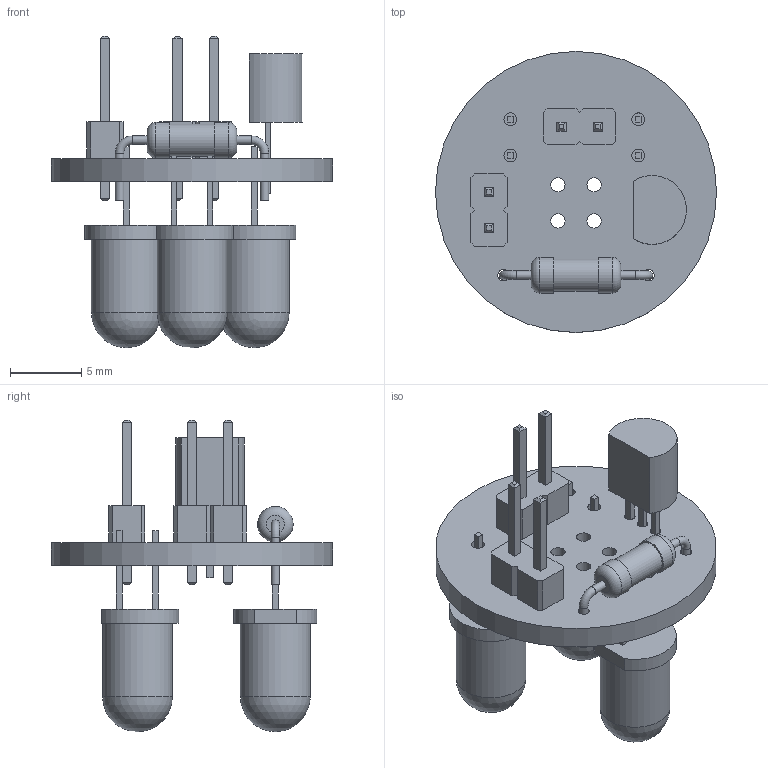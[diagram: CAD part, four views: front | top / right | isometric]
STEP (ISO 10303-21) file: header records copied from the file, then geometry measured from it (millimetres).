
FILE_DESCRIPTION(('KiCad electronic assembly'),'2;1');
FILE_NAME('rincePile.step','2022-02-23T22:08:43',('An Author'),( 'A Company'),'Open CASCADE STEP processor 7.3', 'KiCad to STEP converter','Unknown');
FILE_SCHEMA(('AUTOMOTIVE_DESIGN { 1 0 10303 214 1 1 1 1 }'));
Length unit declared in the file: millimetre
Products named in the file (10): Open CASCADE STEP translator 7.3 1; PinHeader_1x02_P2.54mm_Vertical; SOLID; LED_D5.0mm; R_Axial_DIN0207_L6.3mm_D2.5mm_P10.16mm_Horizontal; TO-92_Inline; COMPOUND
Assembly tree (12 placements, depth 3):
  Open CASCADE STEP translator 7.3 1
    PinHeader_1x02_P2.54mm_Vertical  x2
      SOLID
    LED_D5.0mm  x3
      SOLID
    R_Axial_DIN0207_L6.3mm_D2.5mm_P10.16mm_Horizontal
      SOLID
    TO-92_Inline
      SOLID
    COMPOUND
Bounding box: 19.71 x 19.71 x 21.84 mm (x, y, z)
Volume: 1118.8 mm3; surface area: 1744.7 mm2
Topology: 8 solids, 8 shells, 210 faces, 478 edges, 305 vertices
Faces by surface type: plane 169, cylinder 34, torus 4, sphere 3
Full cylindrical faces by diameter (mm): 0.6 x4, 0.75 x3, 0.8 x2, 0.9 x6, 1 x8, 2.25 x1, 2.5 x2, 4.9 x3, 19.708 x1
Entity records: 8315 total; most frequent: CARTESIAN_POINT 1321, DIRECTION 1185, LINE 730, VECTOR 730, ORIENTED_EDGE 570, PCURVE 570, DEFINITIONAL_REPRESENTATION 570, EDGE_CURVE 285
